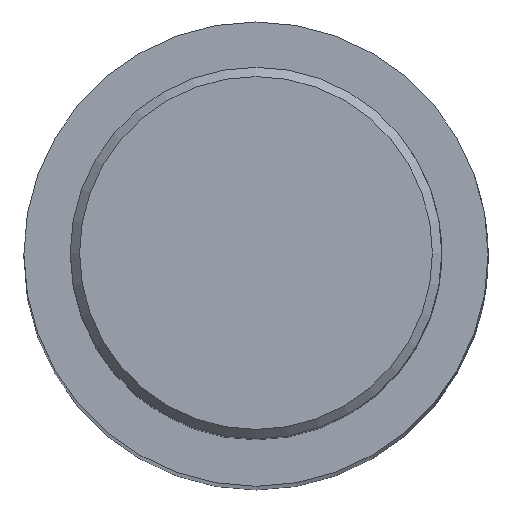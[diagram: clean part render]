
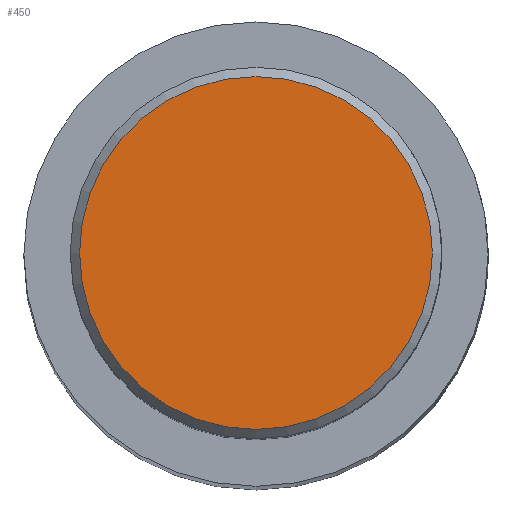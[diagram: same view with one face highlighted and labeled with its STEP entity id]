
A CAD part, top view. The second image highlights one B-rep face of the part: STEP entity #450.
In plain terms, the highlighted planar face has unit normal (0, 0, 1).
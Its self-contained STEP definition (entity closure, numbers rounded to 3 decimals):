
#157=PLANE('',#500);
#180=FACE_OUTER_BOUND('',#203,.T.);
#203=EDGE_LOOP('',(#372));
#271=CIRCLE('',#495,9.5);
#292=VERTEX_POINT('',#698);
#320=EDGE_CURVE('',#292,#292,#271,.T.);
#372=ORIENTED_EDGE('',*,*,#320,.F.);
#450=ADVANCED_FACE('',(#180),#157,.T.);
#495=AXIS2_PLACEMENT_3D('',#699,#558,#559);
#500=AXIS2_PLACEMENT_3D('',#709,#570,#571);
#558=DIRECTION('center_axis',(0.,0.,-1.));
#559=DIRECTION('ref_axis',(0.,-1.,0.));
#570=DIRECTION('center_axis',(0.,0.,1.));
#571=DIRECTION('ref_axis',(1.,0.,0.));
#698=CARTESIAN_POINT('',(0.,9.5,75.));
#699=CARTESIAN_POINT('Origin',(0.,0.,75.));
#709=CARTESIAN_POINT('Origin',(0.,0.,75.));
